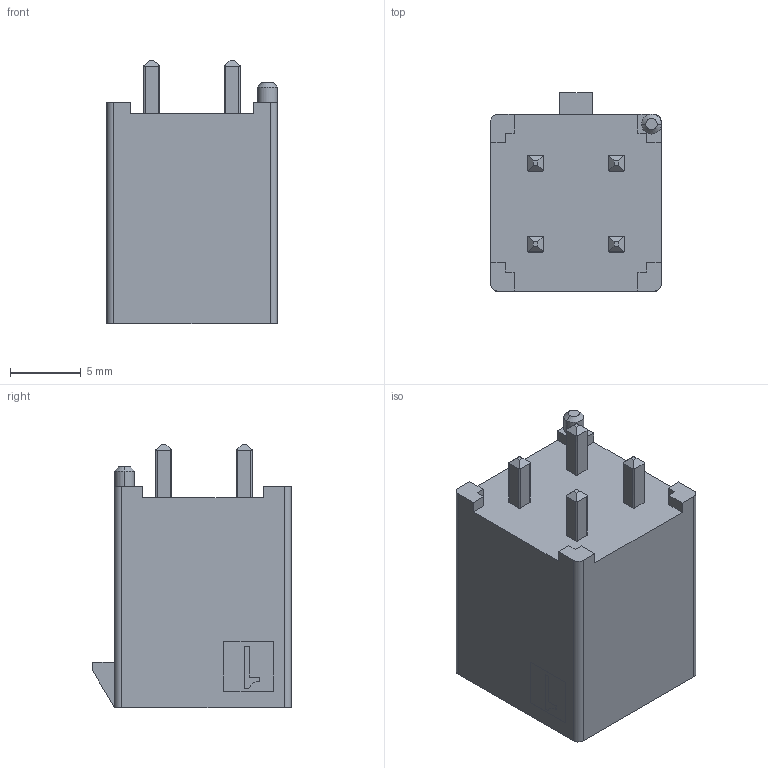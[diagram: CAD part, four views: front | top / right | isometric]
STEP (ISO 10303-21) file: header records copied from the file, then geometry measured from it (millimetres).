
FILE_DESCRIPTION((''),'2;1');
FILE_NAME('768290104','2017-08-22T',('ghp'),(''),'PRO/ENGINEER BY PARAMETRIC TECHNOLOGY CORPORATION, 2012310','PRO/ENGINEER BY PARAMETRIC TECHNOLOGY CORPORATION, 2012310','');
FILE_SCHEMA(('CONFIG_CONTROL_DESIGN'));
Length unit declared in the file: millimetre
Products named in the file (1): 768290104
Bounding box: 12.05 x 14.03 x 18.58 mm (x, y, z)
Volume: 1168.9 mm3; surface area: 2089.1 mm2
Topology: 1 solids, 1 shells, 231 faces, 629 edges, 418 vertices
Faces by surface type: plane 191, cylinder 38, cone 2
Entity records: 7204 total; most frequent: CARTESIAN_POINT 1397, ORIENTED_EDGE 1236, DIRECTION 1086, EDGE_CURVE 618, VECTOR 508, LINE 508, VERTEX_POINT 406, AXIS2_PLACEMENT_3D 289
